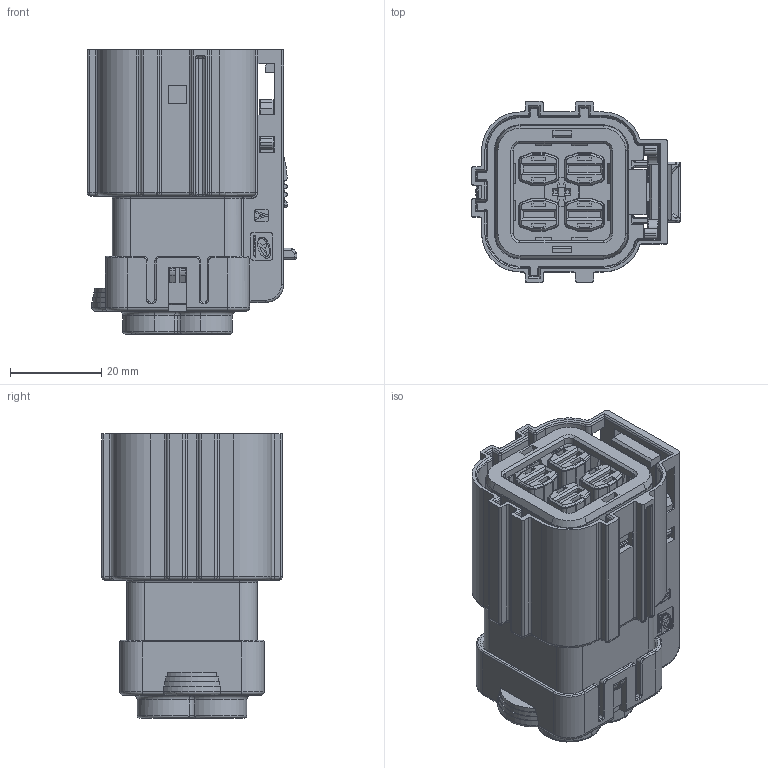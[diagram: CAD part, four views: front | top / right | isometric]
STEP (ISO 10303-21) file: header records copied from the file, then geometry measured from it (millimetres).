
FILE_DESCRIPTION (( 'STEP AP214' ), '1' );
FILE_NAME ('YGEV2-S4PA脣芛.STEP', '2024-12-09T07:01:10', ( '' ), ( '' ), 'SwSTEP 2.0', 'SolidWorks 2023', '' );
FILE_SCHEMA (( 'AUTOMOTIVE_DESIGN' ));
Length unit declared in the file: millimetre
Products named in the file (1): YGEV2-S4PA插头
Bounding box: 45.9 x 39.6 x 62.2 mm (x, y, z)
Volume: 55099.2 mm3; surface area: 30491 mm2
Topology: 1 solids, 2 shells, 3239 faces, 8403 edges, 5220 vertices
Faces by surface type: plane 1799, cylinder 764, bspline 266, torus 263, cone 120, sphere 27
Entity records: 149143 total; most frequent: CARTESIAN_POINT 36211, ORIENTED_EDGE 16710, DIRECTION 15464, EDGE_CURVE 8355, LINE 5914, VECTOR 5914, VERTEX_POINT 5218, AXIS2_PLACEMENT_3D 4775
